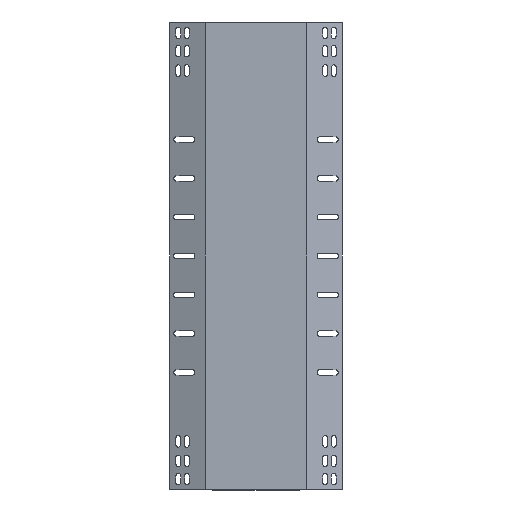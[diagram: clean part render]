
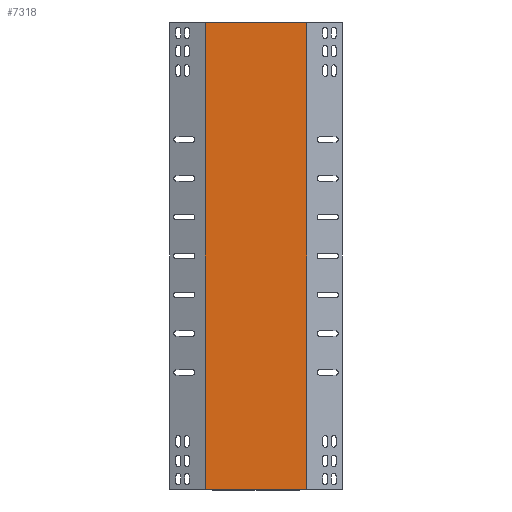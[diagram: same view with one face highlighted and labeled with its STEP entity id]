
A CAD part, front view. The second image highlights one B-rep face of the part: STEP entity #7318.
In plain terms, the highlighted planar face has unit normal (0, -1, 0).
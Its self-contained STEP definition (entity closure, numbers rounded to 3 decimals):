
#79 = EDGE_CURVE ( 'NONE', #5365, #8147, #4020, .T. ) ;
#250 = VECTOR ( 'NONE', #3449, 1000. ) ;
#798 = VECTOR ( 'NONE', #1983, 1000. ) ;
#837 = ORIENTED_EDGE ( 'NONE', *, *, #4733, .T. ) ;
#853 = ORIENTED_EDGE ( 'NONE', *, *, #2046, .F. ) ;
#934 = ORIENTED_EDGE ( 'NONE', *, *, #79, .F. ) ;
#945 = ORIENTED_EDGE ( 'NONE', *, *, #5309, .T. ) ;
#1000 = VERTEX_POINT ( 'NONE', #2147 ) ;
#1491 = AXIS2_PLACEMENT_3D ( 'NONE', #6135, #6044, #6038 ) ;
#1538 = LINE ( 'NONE', #1865, #798 ) ;
#1692 = CARTESIAN_POINT ( 'NONE',  ( -87.427, -23.927, -325.8 ) ) ;
#1865 = CARTESIAN_POINT ( 'NONE',  ( -88.399, -23.927, -325.8 ) ) ;
#1983 = DIRECTION ( 'NONE',  ( 1., 0., 0. ) ) ;
#2046 = EDGE_CURVE ( 'NONE', #8147, #2375, #8289, .T. ) ;
#2147 = CARTESIAN_POINT ( 'NONE',  ( 43.191, -23.927, -325.8 ) ) ;
#2375 = VERTEX_POINT ( 'NONE', #3677 ) ;
#3279 = FACE_OUTER_BOUND ( 'NONE', #5780, .T. ) ;
#3449 = DIRECTION ( 'NONE',  ( 0., 0., 1. ) ) ;
#3564 = CARTESIAN_POINT ( 'NONE',  ( 43.191, -23.927, -326.657 ) ) ;
#3677 = CARTESIAN_POINT ( 'NONE',  ( 43.191, -23.927, 275.8 ) ) ;
#3991 = VECTOR ( 'NONE', #7259, 1000. ) ;
#4020 = LINE ( 'NONE', #7164, #3991 ) ;
#4733 = EDGE_CURVE ( 'NONE', #1000, #2375, #8338, .T. ) ;
#5309 = EDGE_CURVE ( 'NONE', #5365, #1000, #1538, .T. ) ;
#5365 = VERTEX_POINT ( 'NONE', #1692 ) ;
#5780 = EDGE_LOOP ( 'NONE', ( #837, #853, #934, #945 ) ) ;
#6038 = DIRECTION ( 'NONE',  ( 0., 0., 1. ) ) ;
#6044 = DIRECTION ( 'NONE',  ( 0., 1., 0. ) ) ;
#6135 = CARTESIAN_POINT ( 'NONE',  ( -87.268, -23.927, 275. ) ) ;
#6142 = PLANE ( 'NONE',  #1491 ) ;
#7164 = CARTESIAN_POINT ( 'NONE',  ( -87.427, -23.927, -326.657 ) ) ;
#7167 = DIRECTION ( 'NONE',  ( 1., 0., 0. ) ) ;
#7259 = DIRECTION ( 'NONE',  ( 0., 0., 1. ) ) ;
#7318 = ADVANCED_FACE ( 'NONE', ( #3279 ), #6142, .F. ) ;
#7413 = CARTESIAN_POINT ( 'NONE',  ( -87.427, -23.927, 275.8 ) ) ;
#7531 = CARTESIAN_POINT ( 'NONE',  ( -88.399, -23.927, 275.8 ) ) ;
#8082 = VECTOR ( 'NONE', #7167, 1000. ) ;
#8147 = VERTEX_POINT ( 'NONE', #7413 ) ;
#8289 = LINE ( 'NONE', #7531, #8082 ) ;
#8338 = LINE ( 'NONE', #3564, #250 ) ;
